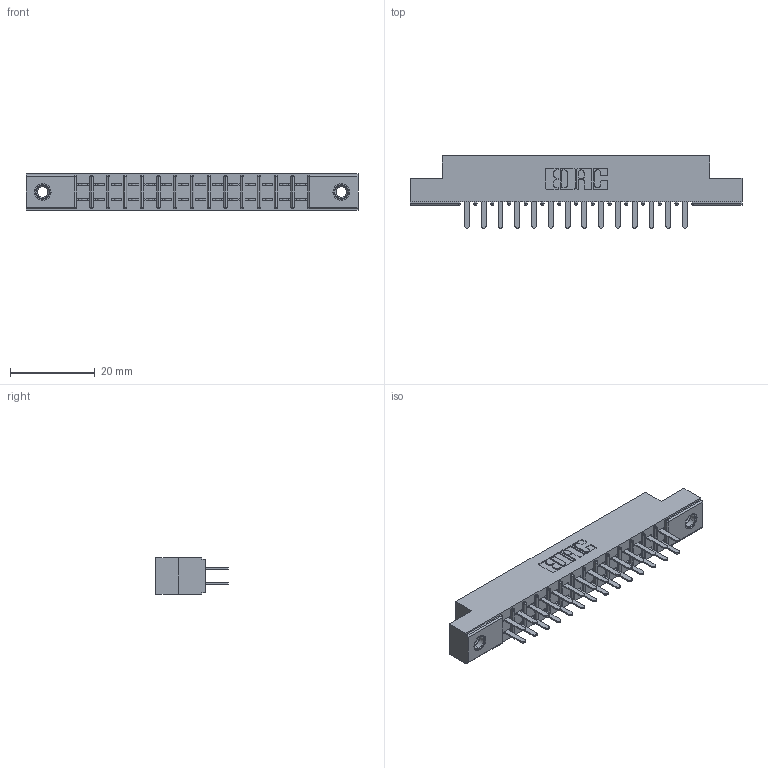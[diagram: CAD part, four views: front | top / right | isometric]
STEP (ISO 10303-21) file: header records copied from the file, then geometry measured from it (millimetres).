
FILE_DESCRIPTION (( 'STEP AP203' ), '1' );
FILE_NAME ('305-028-520-207.STEP', '2019-09-09T15:35:04', ( '' ), ( '' ), 'SwSTEP 2.0', 'SolidWorks 2016', '' );
FILE_SCHEMA (( 'CONFIG_CONTROL_DESIGN' ));
Length unit declared in the file: inch
Products named in the file (4): 305-290-001_520; 345-250-001_345-250-005-103; 305-028-520-207; 305 Part_.156 Dia
Assembly tree (31 placements, depth 2):
  305-028-520-207
    305 Part_.156 Dia
    305-290-001_520  x28
    345-250-001_345-250-005-103  x2
Bounding box: 78.49 x 17.09 x 8.71 mm (x, y, z)
Volume: 4914.7 mm3; surface area: 8882.7 mm2
Topology: 31 solids, 31 shells, 1464 faces, 4134 edges, 2672 vertices
Faces by surface type: plane 856, cylinder 536, sphere 56, cone 12, torus 4
Entity records: 19632 total; most frequent: CARTESIAN_POINT 3231, ORIENTED_EDGE 3196, DIRECTION 3158, EDGE_CURVE 1598, LINE 1260, VECTOR 1260, VERTEX_POINT 1022, AXIS2_PLACEMENT_3D 949
